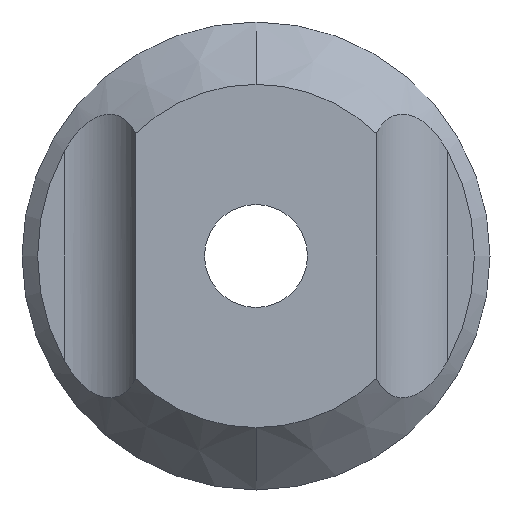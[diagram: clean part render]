
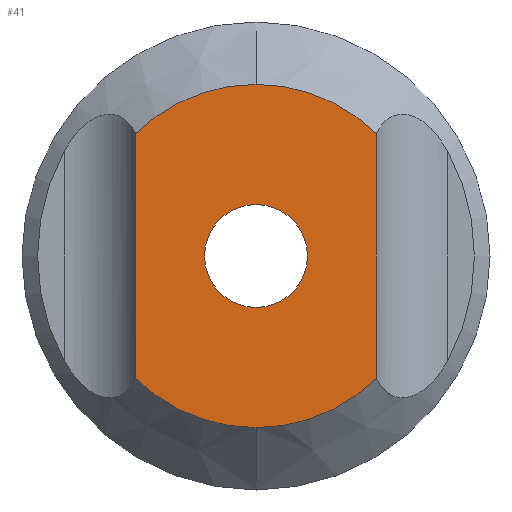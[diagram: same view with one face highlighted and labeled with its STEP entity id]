
A CAD part, front view. The second image highlights one B-rep face of the part: STEP entity #41.
In plain terms, the highlighted planar face has unit normal (0, -1, 0).
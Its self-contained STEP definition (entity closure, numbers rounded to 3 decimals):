
#7 = ORIENTED_EDGE ( 'NONE', *, *, #384, .F. ) ;
#16 = CARTESIAN_POINT ( 'NONE',  ( 0., 0., 0. ) ) ;
#28 = CIRCLE ( 'NONE', #75, 5.5 ) ;
#35 = VERTEX_POINT ( 'NONE', #149 ) ;
#40 = DIRECTION ( 'NONE',  ( 0., 0., -1. ) ) ;
#41 = ADVANCED_FACE ( 'NONE', ( #102, #314 ), #215, .T. ) ;
#53 = VERTEX_POINT ( 'NONE', #422 ) ;
#54 = DIRECTION ( 'NONE',  ( 0., -1., 0. ) ) ;
#57 = CARTESIAN_POINT ( 'NONE',  ( -3.859, 0., 3.919 ) ) ;
#75 = AXIS2_PLACEMENT_3D ( 'NONE', #516, #301, #561 ) ;
#84 = CARTESIAN_POINT ( 'NONE',  ( -3.859, 0., -7.5 ) ) ;
#88 = CIRCLE ( 'NONE', #381, 5.5 ) ;
#94 = DIRECTION ( 'NONE',  ( 0., -1., 0. ) ) ;
#97 = AXIS2_PLACEMENT_3D ( 'NONE', #197, #54, #424 ) ;
#102 = FACE_OUTER_BOUND ( 'NONE', #393, .T. ) ;
#104 = CARTESIAN_POINT ( 'NONE',  ( 0., 0., -5.5 ) ) ;
#107 = CARTESIAN_POINT ( 'NONE',  ( 3.859, 0., -7.5 ) ) ;
#110 = AXIS2_PLACEMENT_3D ( 'NONE', #16, #292, #556 ) ;
#119 = ORIENTED_EDGE ( 'NONE', *, *, #369, .T. ) ;
#127 = ORIENTED_EDGE ( 'NONE', *, *, #405, .F. ) ;
#133 = VERTEX_POINT ( 'NONE', #104 ) ;
#136 = AXIS2_PLACEMENT_3D ( 'NONE', #408, #94, #40 ) ;
#149 = CARTESIAN_POINT ( 'NONE',  ( 0., 0., 1.65 ) ) ;
#154 = DIRECTION ( 'NONE',  ( 0., 0., -1. ) ) ;
#155 = CARTESIAN_POINT ( 'NONE',  ( 3.859, 0., -3.919 ) ) ;
#167 = EDGE_CURVE ( 'NONE', #349, #366, #492, .T. ) ;
#168 = AXIS2_PLACEMENT_3D ( 'NONE', #290, #555, #244 ) ;
#171 = EDGE_LOOP ( 'NONE', ( #542, #7 ) ) ;
#176 = CIRCLE ( 'NONE', #110, 1.65 ) ;
#183 = VERTEX_POINT ( 'NONE', #155 ) ;
#196 = CARTESIAN_POINT ( 'NONE',  ( -3.859, 0., -3.919 ) ) ;
#197 = CARTESIAN_POINT ( 'NONE',  ( 1.65, 0., 0. ) ) ;
#203 = VERTEX_POINT ( 'NONE', #339 ) ;
#206 = DIRECTION ( 'NONE',  ( 0., 0., -1. ) ) ;
#209 = EDGE_CURVE ( 'NONE', #203, #349, #28, .T. ) ;
#215 = PLANE ( 'NONE',  #97 ) ;
#223 = DIRECTION ( 'NONE',  ( 0., -1., 0. ) ) ;
#225 = CIRCLE ( 'NONE', #168, 1.65 ) ;
#240 = ORIENTED_EDGE ( 'NONE', *, *, #494, .F. ) ;
#244 = DIRECTION ( 'NONE',  ( 0., 0., -1. ) ) ;
#252 = ORIENTED_EDGE ( 'NONE', *, *, #167, .T. ) ;
#290 = CARTESIAN_POINT ( 'NONE',  ( 0., 0., 0. ) ) ;
#292 = DIRECTION ( 'NONE',  ( 0., -1., 0. ) ) ;
#300 = LINE ( 'NONE', #84, #483 ) ;
#301 = DIRECTION ( 'NONE',  ( 0., -1., 0. ) ) ;
#314 = FACE_BOUND ( 'NONE', #171, .T. ) ;
#319 = DIRECTION ( 'NONE',  ( 0., 0., 1. ) ) ;
#337 = DIRECTION ( 'NONE',  ( 0., -1., 0. ) ) ;
#339 = CARTESIAN_POINT ( 'NONE',  ( 3.859, 0., 3.919 ) ) ;
#349 = VERTEX_POINT ( 'NONE', #468 ) ;
#366 = VERTEX_POINT ( 'NONE', #57 ) ;
#369 = EDGE_CURVE ( 'NONE', #425, #133, #88, .T. ) ;
#381 = AXIS2_PLACEMENT_3D ( 'NONE', #394, #223, #403 ) ;
#384 = EDGE_CURVE ( 'NONE', #35, #53, #176, .T. ) ;
#389 = VECTOR ( 'NONE', #154, 1000. ) ;
#393 = EDGE_LOOP ( 'NONE', ( #127, #443, #252, #240, #119, #537 ) ) ;
#394 = CARTESIAN_POINT ( 'NONE',  ( 0., 0., 0. ) ) ;
#403 = DIRECTION ( 'NONE',  ( 0., 0., -1. ) ) ;
#404 = EDGE_CURVE ( 'NONE', #53, #35, #225, .T. ) ;
#405 = EDGE_CURVE ( 'NONE', #203, #183, #480, .T. ) ;
#408 = CARTESIAN_POINT ( 'NONE',  ( 0., 0., 0. ) ) ;
#422 = CARTESIAN_POINT ( 'NONE',  ( 0., 0., -1.65 ) ) ;
#424 = DIRECTION ( 'NONE',  ( 0., 0., -1. ) ) ;
#425 = VERTEX_POINT ( 'NONE', #196 ) ;
#428 = CARTESIAN_POINT ( 'NONE',  ( 0., 0., 0. ) ) ;
#443 = ORIENTED_EDGE ( 'NONE', *, *, #209, .T. ) ;
#468 = CARTESIAN_POINT ( 'NONE',  ( 0., 0., 5.5 ) ) ;
#469 = EDGE_CURVE ( 'NONE', #133, #183, #530, .T. ) ;
#480 = LINE ( 'NONE', #107, #389 ) ;
#483 = VECTOR ( 'NONE', #319, 1000. ) ;
#492 = CIRCLE ( 'NONE', #569, 5.5 ) ;
#494 = EDGE_CURVE ( 'NONE', #425, #366, #300, .T. ) ;
#516 = CARTESIAN_POINT ( 'NONE',  ( 0., 0., 0. ) ) ;
#530 = CIRCLE ( 'NONE', #136, 5.5 ) ;
#537 = ORIENTED_EDGE ( 'NONE', *, *, #469, .T. ) ;
#542 = ORIENTED_EDGE ( 'NONE', *, *, #404, .F. ) ;
#555 = DIRECTION ( 'NONE',  ( 0., -1., 0. ) ) ;
#556 = DIRECTION ( 'NONE',  ( 0., 0., -1. ) ) ;
#561 = DIRECTION ( 'NONE',  ( 0., 0., -1. ) ) ;
#569 = AXIS2_PLACEMENT_3D ( 'NONE', #428, #337, #206 ) ;
